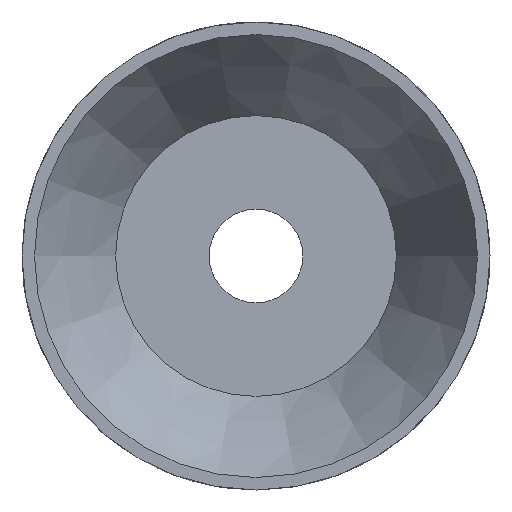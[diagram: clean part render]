
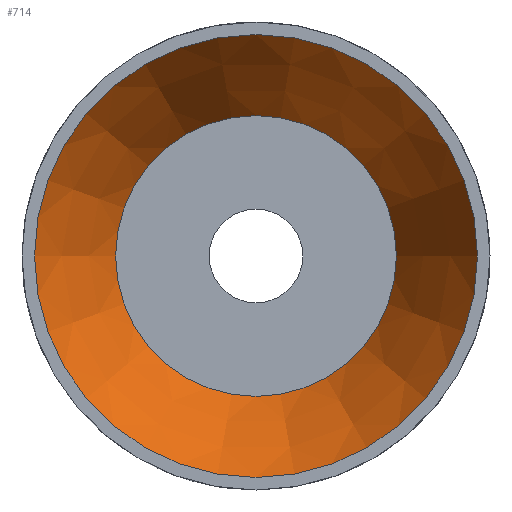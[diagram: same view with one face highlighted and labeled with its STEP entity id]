
A CAD part, front view. The second image highlights one B-rep face of the part: STEP entity #714.
In plain terms, the highlighted conical face has half-angle 30 degrees and reference radius 3 mm.
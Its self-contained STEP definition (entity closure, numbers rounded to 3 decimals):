
#507 = VERTEX_POINT('',#508);
#508 = CARTESIAN_POINT('',(-3.,17.,0.));
#514 = EDGE_CURVE('',#507,#507,#515,.T.);
#515 = CIRCLE('',#516,3.);
#516 = AXIS2_PLACEMENT_3D('',#517,#518,#519);
#517 = CARTESIAN_POINT('',(0.,17.,0.));
#518 = DIRECTION('',(0.,1.,-0.));
#519 = DIRECTION('',(-1.,0.,0.));
#714 = ADVANCED_FACE('',(#715),#734,.F.);
#715 = FACE_BOUND('',#716,.T.);
#716 = EDGE_LOOP('',(#717,#718,#726,#733));
#717 = ORIENTED_EDGE('',*,*,#514,.T.);
#718 = ORIENTED_EDGE('',*,*,#719,.T.);
#719 = EDGE_CURVE('',#507,#720,#722,.T.);
#720 = VERTEX_POINT('',#721);
#721 = CARTESIAN_POINT('',(-4.732,14.,0.));
#722 = LINE('',#723,#724);
#723 = CARTESIAN_POINT('',(-3.,17.,0.));
#724 = VECTOR('',#725,1.);
#725 = DIRECTION('',(-0.5,-0.866,0.));
#726 = ORIENTED_EDGE('',*,*,#727,.F.);
#727 = EDGE_CURVE('',#720,#720,#728,.T.);
#728 = CIRCLE('',#729,4.732);
#729 = AXIS2_PLACEMENT_3D('',#730,#731,#732);
#730 = CARTESIAN_POINT('',(0.,14.,0.));
#731 = DIRECTION('',(0.,1.,-0.));
#732 = DIRECTION('',(-1.,0.,0.));
#733 = ORIENTED_EDGE('',*,*,#719,.F.);
#734 = CONICAL_SURFACE('',#735,3.,0.524);
#735 = AXIS2_PLACEMENT_3D('',#736,#737,#738);
#736 = CARTESIAN_POINT('',(0.,17.,0.));
#737 = DIRECTION('',(-0.,-1.,-0.));
#738 = DIRECTION('',(-1.,0.,0.));
